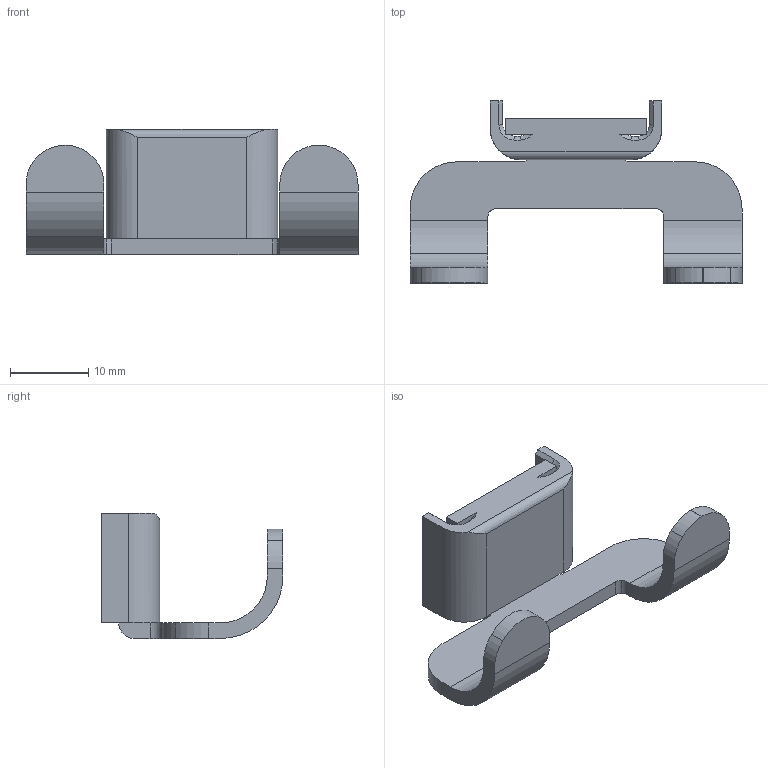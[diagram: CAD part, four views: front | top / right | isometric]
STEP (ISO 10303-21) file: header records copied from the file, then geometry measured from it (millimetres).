
FILE_DESCRIPTION((''),'2;1');
FILE_NAME('599_WEB','2010-09-29T',('project'),(''),'PRO/ENGINEER BY PARAMETRIC TECHNOLOGY CORPORATION, 2009300','PRO/ENGINEER BY PARAMETRIC TECHNOLOGY CORPORATION, 2009300','');
FILE_SCHEMA(('CONFIG_CONTROL_DESIGN'));
Length unit declared in the file: inch
Products named in the file (1): 599_WEB
Bounding box: 42.49 x 23.29 x 16 mm (x, y, z)
Volume: 2846.2 mm3; surface area: 2844.9 mm2
Topology: 1 solids, 1 shells, 96 faces, 260 edges, 163 vertices
Faces by surface type: plane 37, cylinder 35, cone 24
Entity records: 3076 total; most frequent: CARTESIAN_POINT 565, DIRECTION 534, ORIENTED_EDGE 516, EDGE_CURVE 258, AXIS2_PLACEMENT_3D 190, VERTEX_POINT 163, VECTOR 154, LINE 154
